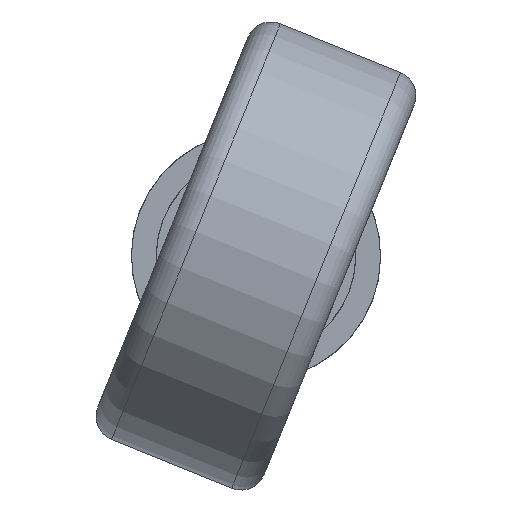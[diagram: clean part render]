
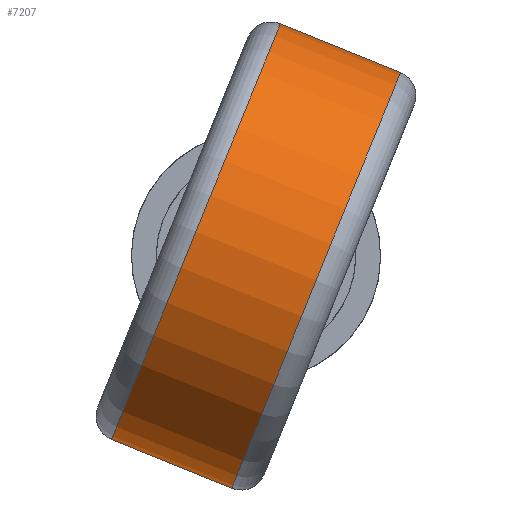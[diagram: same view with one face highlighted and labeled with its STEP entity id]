
A CAD part, front view. The second image highlights one B-rep face of the part: STEP entity #7207.
In plain terms, the highlighted cylindrical face has radius 4.5 mm (diameter 9 mm), a partial arc.
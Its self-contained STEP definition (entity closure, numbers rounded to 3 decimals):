
#94 = AXIS2_PLACEMENT_3D ( 'NONE', #7441, #1996, #6158 ) ;
#208 = CIRCLE ( 'NONE', #7005, 4.5 ) ;
#596 = VERTEX_POINT ( 'NONE', #1653 ) ;
#884 = EDGE_CURVE ( 'NONE', #6159, #596, #7084, .T. ) ;
#1031 = ORIENTED_EDGE ( 'NONE', *, *, #1504, .F. ) ;
#1123 = DIRECTION ( 'NONE',  ( 0., 0., -1. ) ) ;
#1169 = EDGE_CURVE ( 'NONE', #1576, #6159, #208, .T. ) ;
#1504 = EDGE_CURVE ( 'NONE', #1576, #4741, #6223, .T. ) ;
#1549 = CYLINDRICAL_SURFACE ( 'NONE', #2558, 4.5 ) ;
#1576 = VERTEX_POINT ( 'NONE', #4875 ) ;
#1653 = CARTESIAN_POINT ( 'NONE',  ( 4.5, 20., -1.3 ) ) ;
#1874 = CARTESIAN_POINT ( 'NONE',  ( 4.5, 20., 1.8 ) ) ;
#1996 = DIRECTION ( 'NONE',  ( 0., 0., 1. ) ) ;
#2059 = ORIENTED_EDGE ( 'NONE', *, *, #884, .T. ) ;
#2198 = CIRCLE ( 'NONE', #94, 4.5 ) ;
#2558 = AXIS2_PLACEMENT_3D ( 'NONE', #3554, #4786, #7165 ) ;
#2691 = VECTOR ( 'NONE', #3113, 1000. ) ;
#3113 = DIRECTION ( 'NONE',  ( 0., 0., -1. ) ) ;
#3151 = DIRECTION ( 'NONE',  ( 0., 0., -1. ) ) ;
#3449 = ORIENTED_EDGE ( 'NONE', *, *, #1169, .T. ) ;
#3554 = CARTESIAN_POINT ( 'NONE',  ( 0., 20., 1.8 ) ) ;
#3679 = EDGE_LOOP ( 'NONE', ( #3449, #2059, #5615, #1031 ) ) ;
#4094 = FACE_OUTER_BOUND ( 'NONE', #3679, .T. ) ;
#4273 = DIRECTION ( 'NONE',  ( 1., 0., 0. ) ) ;
#4741 = VERTEX_POINT ( 'NONE', #7092 ) ;
#4786 = DIRECTION ( 'NONE',  ( 0., 0., -1. ) ) ;
#4875 = CARTESIAN_POINT ( 'NONE',  ( -4.5, 20., 1.3 ) ) ;
#4967 = CARTESIAN_POINT ( 'NONE',  ( 0., 20., 1.3 ) ) ;
#5247 = CARTESIAN_POINT ( 'NONE',  ( -4.5, 20., 1.8 ) ) ;
#5509 = CARTESIAN_POINT ( 'NONE',  ( 4.5, 20., 1.3 ) ) ;
#5615 = ORIENTED_EDGE ( 'NONE', *, *, #6804, .T. ) ;
#6158 = DIRECTION ( 'NONE',  ( 1., 0., 0. ) ) ;
#6159 = VERTEX_POINT ( 'NONE', #5509 ) ;
#6223 = LINE ( 'NONE', #5247, #6881 ) ;
#6804 = EDGE_CURVE ( 'NONE', #596, #4741, #2198, .T. ) ;
#6881 = VECTOR ( 'NONE', #1123, 1000. ) ;
#7005 = AXIS2_PLACEMENT_3D ( 'NONE', #4967, #3151, #4273 ) ;
#7084 = LINE ( 'NONE', #1874, #2691 ) ;
#7092 = CARTESIAN_POINT ( 'NONE',  ( -4.5, 20., -1.3 ) ) ;
#7165 = DIRECTION ( 'NONE',  ( -1., 0., 0. ) ) ;
#7207 = ADVANCED_FACE ( 'NONE', ( #4094 ), #1549, .T. ) ;
#7441 = CARTESIAN_POINT ( 'NONE',  ( 0., 20., -1.3 ) ) ;
